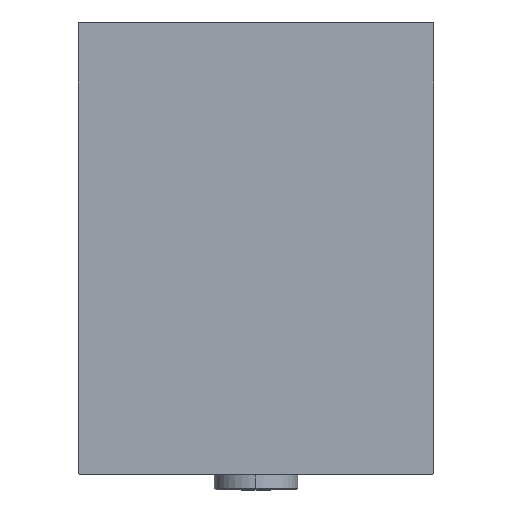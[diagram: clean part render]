
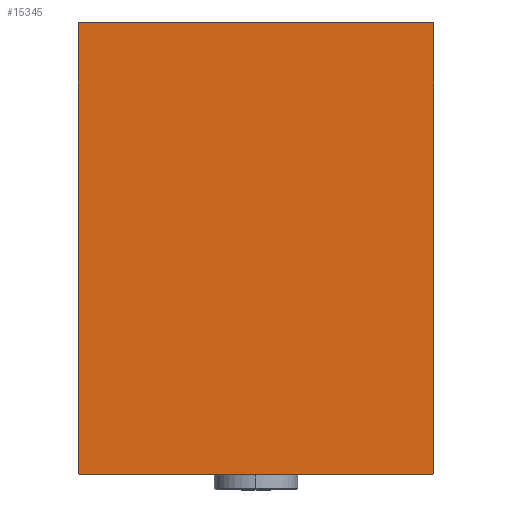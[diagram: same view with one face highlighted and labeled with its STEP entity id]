
A CAD part, left-side view. The second image highlights one B-rep face of the part: STEP entity #15345.
In plain terms, the highlighted face is planar.
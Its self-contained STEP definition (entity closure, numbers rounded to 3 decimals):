
#1096 = VECTOR ( 'NONE', #36194, 1000. ) ;
#2142 = VERTEX_POINT ( 'NONE', #36322 ) ;
#2341 = AXIS2_PLACEMENT_3D ( 'NONE', #3926, #30059, #27629 ) ;
#3145 = VECTOR ( 'NONE', #23689, 1000. ) ;
#3342 = EDGE_CURVE ( 'NONE', #18255, #37628, #30508, .T. ) ;
#3926 = CARTESIAN_POINT ( 'NONE',  ( 293., 0., 0. ) ) ;
#3929 = CARTESIAN_POINT ( 'NONE',  ( 293., -55., -70. ) ) ;
#3938 = CARTESIAN_POINT ( 'NONE',  ( 293., 55., 70. ) ) ;
#4771 = DIRECTION ( 'NONE',  ( 0., 0.707, 0.707 ) ) ;
#5211 = LINE ( 'NONE', #8749, #1096 ) ;
#5264 = ORIENTED_EDGE ( 'NONE', *, *, #7079, .T. ) ;
#6583 = PLANE ( 'NONE',  #2341 ) ;
#7075 = VERTEX_POINT ( 'NONE', #28914 ) ;
#7079 = EDGE_CURVE ( 'NONE', #28620, #7075, #5211, .T. ) ;
#7246 = FACE_OUTER_BOUND ( 'NONE', #15312, .T. ) ;
#7512 = CARTESIAN_POINT ( 'NONE',  ( 293., -55., -69.7 ) ) ;
#8739 = VERTEX_POINT ( 'NONE', #19786 ) ;
#8749 = CARTESIAN_POINT ( 'NONE',  ( 293., -62.35, 62.35 ) ) ;
#9741 = VECTOR ( 'NONE', #14542, 1000. ) ;
#10793 = DIRECTION ( 'NONE',  ( 0., -0.707, 0.707 ) ) ;
#11967 = VECTOR ( 'NONE', #31713, 1000. ) ;
#13266 = LINE ( 'NONE', #27013, #3145 ) ;
#13544 = LINE ( 'NONE', #40573, #35333 ) ;
#14123 = CARTESIAN_POINT ( 'NONE',  ( 293., 62.35, 62.35 ) ) ;
#14327 = LINE ( 'NONE', #3938, #9741 ) ;
#14461 = CARTESIAN_POINT ( 'NONE',  ( 293., 54.7, 70. ) ) ;
#14542 = DIRECTION ( 'NONE',  ( 0., -1., 0. ) ) ;
#15011 = VERTEX_POINT ( 'NONE', #7512 ) ;
#15312 = EDGE_LOOP ( 'NONE', ( #40509, #21058, #27392, #30119, #26685, #5264, #28852, #21638 ) ) ;
#15345 = ADVANCED_FACE ( 'NONE', ( #7246 ), #6583, .T. ) ;
#15606 = LINE ( 'NONE', #19146, #39238 ) ;
#17394 = EDGE_CURVE ( 'NONE', #15011, #2142, #13266, .T. ) ;
#17437 = DIRECTION ( 'NONE',  ( 0., 1., 0. ) ) ;
#18255 = VERTEX_POINT ( 'NONE', #40141 ) ;
#18674 = EDGE_CURVE ( 'NONE', #8739, #43096, #15606, .T. ) ;
#19146 = CARTESIAN_POINT ( 'NONE',  ( 293., 62.35, -62.35 ) ) ;
#19786 = CARTESIAN_POINT ( 'NONE',  ( 293., 54.7, -70. ) ) ;
#21058 = ORIENTED_EDGE ( 'NONE', *, *, #18674, .T. ) ;
#21638 = ORIENTED_EDGE ( 'NONE', *, *, #17394, .T. ) ;
#21684 = CARTESIAN_POINT ( 'NONE',  ( 293., 55., -69.7 ) ) ;
#22398 = CARTESIAN_POINT ( 'NONE',  ( 293., -54.7, 70. ) ) ;
#23689 = DIRECTION ( 'NONE',  ( 0., 0.707, -0.707 ) ) ;
#23752 = DIRECTION ( 'NONE',  ( 0., 0., 1. ) ) ;
#24314 = LINE ( 'NONE', #3929, #27277 ) ;
#26001 = EDGE_CURVE ( 'NONE', #2142, #8739, #24314, .T. ) ;
#26685 = ORIENTED_EDGE ( 'NONE', *, *, #31590, .T. ) ;
#27013 = CARTESIAN_POINT ( 'NONE',  ( 293., -62.35, -62.35 ) ) ;
#27277 = VECTOR ( 'NONE', #17437, 1000. ) ;
#27392 = ORIENTED_EDGE ( 'NONE', *, *, #38461, .T. ) ;
#27629 = DIRECTION ( 'NONE',  ( 0., 0., -1. ) ) ;
#28620 = VERTEX_POINT ( 'NONE', #22398 ) ;
#28852 = ORIENTED_EDGE ( 'NONE', *, *, #36882, .T. ) ;
#28914 = CARTESIAN_POINT ( 'NONE',  ( 293., -55., 69.7 ) ) ;
#30059 = DIRECTION ( 'NONE',  ( 1., 0., 0. ) ) ;
#30119 = ORIENTED_EDGE ( 'NONE', *, *, #3342, .T. ) ;
#30508 = LINE ( 'NONE', #14123, #41990 ) ;
#31590 = EDGE_CURVE ( 'NONE', #37628, #28620, #14327, .T. ) ;
#31713 = DIRECTION ( 'NONE',  ( 0., 0., -1. ) ) ;
#35333 = VECTOR ( 'NONE', #23752, 1000. ) ;
#36194 = DIRECTION ( 'NONE',  ( 0., -0.707, -0.707 ) ) ;
#36322 = CARTESIAN_POINT ( 'NONE',  ( 293., -54.7, -70. ) ) ;
#36882 = EDGE_CURVE ( 'NONE', #7075, #15011, #38366, .T. ) ;
#37628 = VERTEX_POINT ( 'NONE', #14461 ) ;
#38366 = LINE ( 'NONE', #41892, #11967 ) ;
#38461 = EDGE_CURVE ( 'NONE', #43096, #18255, #13544, .T. ) ;
#39238 = VECTOR ( 'NONE', #4771, 1000. ) ;
#40141 = CARTESIAN_POINT ( 'NONE',  ( 293., 55., 69.7 ) ) ;
#40509 = ORIENTED_EDGE ( 'NONE', *, *, #26001, .T. ) ;
#40573 = CARTESIAN_POINT ( 'NONE',  ( 293., 55., -70. ) ) ;
#41892 = CARTESIAN_POINT ( 'NONE',  ( 293., -55., 70. ) ) ;
#41990 = VECTOR ( 'NONE', #10793, 1000. ) ;
#43096 = VERTEX_POINT ( 'NONE', #21684 ) ;
